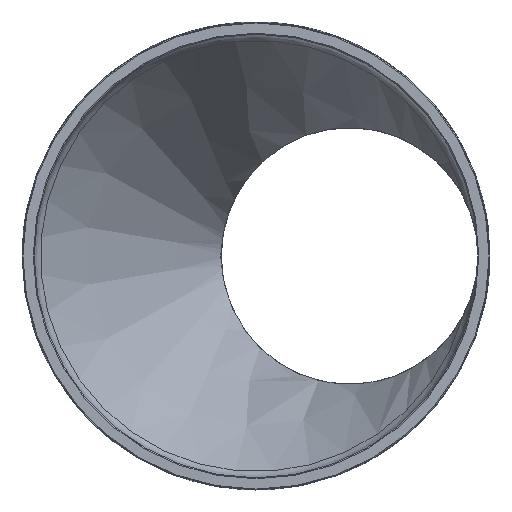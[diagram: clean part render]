
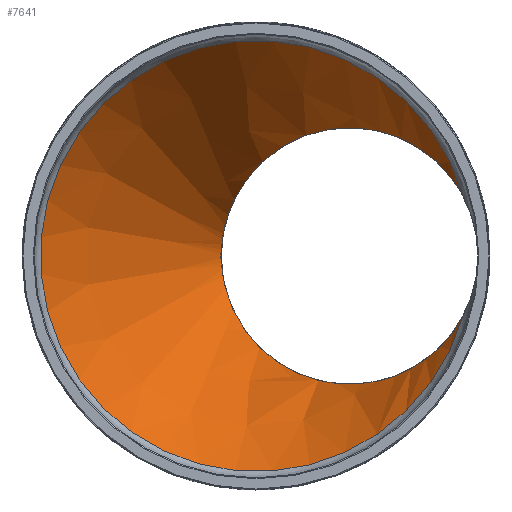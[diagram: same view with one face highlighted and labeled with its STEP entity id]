
A CAD part, left-side view. The second image highlights one B-rep face of the part: STEP entity #7641.
In plain terms, the highlighted conical face has half-angle 30 degrees and reference radius 17.431 mm.
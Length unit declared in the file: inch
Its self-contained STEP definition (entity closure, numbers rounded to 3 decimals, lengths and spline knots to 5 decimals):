
#17=CONICAL_SURFACE('',#8026,0.68625,30.);
#878=FACE_OUTER_BOUND('',#1336,.T.);
#1336=EDGE_LOOP('',(#7138,#7139,#7140,#7141));
#1502=CIRCLE('',#8027,1.15151);
#1503=CIRCLE('',#8028,0.1875);
#2972=B_SPLINE_CURVE_WITH_KNOTS('',3,(#17265,#17266,#17267,#17268,#17269,
#17270,#17271,#17272,#17273,#17274,#17275,#17276,#17277,#17278,#17279,#17280,
#17281,#17282,#17283,#17284,#17285,#17286,#17287,#17288,#17289,#17290,#17291,
#17292,#17293,#17294,#17295,#17296,#17297,#17298,#17299,#17300,#17301,#17302,
#17303,#17304,#17305,#17306,#17307,#17308,#17309,#17310),.UNSPECIFIED.,
 .F.,.F.,(4,3,3,3,3,3,3,3,3,3,3,3,3,3,3,4),(7.01458,7.20895,
7.32169,7.6938,8.30665,8.58718,8.83195,
9.88454,11.01794,11.36541,11.5957,11.81743,
12.38037,12.81635,12.97189,13.03707),
 .UNSPECIFIED.);
#2974=B_SPLINE_CURVE_WITH_KNOTS('',3,(#17318,#17319,#17320,#17321,#17322,
#17323,#17324,#17325,#17326,#17327,#17328,#17329,#17330,#17331,#17332,#17333,
#17334,#17335,#17336,#17337,#17338,#17339,#17340,#17341,#17342,#17343,#17344,
#17345,#17346,#17347,#17348,#17349,#17350,#17351,#17352,#17353,#17354,#17355,
#17356,#17357,#17358,#17359,#17360),.UNSPECIFIED.,.F.,.F.,(4,3,3,3,3,3,
3,3,3,3,3,3,3,3,4),(0.8137,0.99523,1.17523,
1.72469,2.1014,2.42815,3.53016,4.35666,
5.16223,5.37589,6.02406,6.43012,6.59423,
6.69955,6.83618),.UNSPECIFIED.);
#3729=VERTEX_POINT('',#17246);
#3730=VERTEX_POINT('',#17255);
#3731=VERTEX_POINT('',#17264);
#3732=VERTEX_POINT('',#17311);
#4868=EDGE_CURVE('',#3731,#3730,#2972,.T.);
#4870=EDGE_CURVE('',#3729,#3732,#2974,.T.);
#4874=EDGE_CURVE('',#3729,#3730,#1502,.T.);
#4875=EDGE_CURVE('',#3732,#3731,#1503,.T.);
#7138=ORIENTED_EDGE('',*,*,#4868,.T.);
#7139=ORIENTED_EDGE('',*,*,#4874,.F.);
#7140=ORIENTED_EDGE('',*,*,#4870,.T.);
#7141=ORIENTED_EDGE('',*,*,#4875,.T.);
#7641=ADVANCED_FACE('',(#878),#17,.F.);
#8026=AXIS2_PLACEMENT_3D('',#17368,#9300,#9301);
#8027=AXIS2_PLACEMENT_3D('',#17369,#9302,#9303);
#8028=AXIS2_PLACEMENT_3D('',#17370,#9304,#9305);
#9300=DIRECTION('center_axis',(-1.,0.,0.));
#9301=DIRECTION('ref_axis',(0.,-1.,0.));
#9302=DIRECTION('center_axis',(1.,0.,0.));
#9303=DIRECTION('ref_axis',(0.,1.,0.));
#9304=DIRECTION('center_axis',(1.,0.,0.));
#9305=DIRECTION('ref_axis',(0.,0.,1.));
#17246=CARTESIAN_POINT('',(0.55801,-1.10674,-0.31795));
#17255=CARTESIAN_POINT('',(0.55801,-1.10674,0.31795));
#17264=CARTESIAN_POINT('',(2.22772,0.18407,0.03571));
#17265=CARTESIAN_POINT('Ctrl Pts',(2.22772,0.18407,0.03571));
#17266=CARTESIAN_POINT('Ctrl Pts',(2.22145,0.18271,0.06173));
#17267=CARTESIAN_POINT('Ctrl Pts',(2.20826,0.1798,0.08705));
#17268=CARTESIAN_POINT('Ctrl Pts',(2.19369,0.17631,0.10873));
#17269=CARTESIAN_POINT('Ctrl Pts',(2.18524,0.17429,0.12131));
#17270=CARTESIAN_POINT('Ctrl Pts',(2.17645,0.17212,0.1327));
#17271=CARTESIAN_POINT('Ctrl Pts',(2.16702,0.1697,0.14398));
#17272=CARTESIAN_POINT('Ctrl Pts',(2.13588,0.1617,0.18119));
#17273=CARTESIAN_POINT('Ctrl Pts',(2.09949,0.15132,0.21499));
#17274=CARTESIAN_POINT('Ctrl Pts',(2.0612,0.13877,0.24737));
#17275=CARTESIAN_POINT('Ctrl Pts',(1.99814,0.11812,0.30071));
#17276=CARTESIAN_POINT('Ctrl Pts',(1.92951,0.09136,
0.34985));
#17277=CARTESIAN_POINT('Ctrl Pts',(1.8625,0.06053,
0.39373));
#17278=CARTESIAN_POINT('Ctrl Pts',(1.83183,0.04642,0.41382));
#17279=CARTESIAN_POINT('Ctrl Pts',(1.80145,0.0315,
0.43276));
#17280=CARTESIAN_POINT('Ctrl Pts',(1.77192,0.01613,0.45037));
#17281=CARTESIAN_POINT('Ctrl Pts',(1.74616,0.00273,0.46573));
#17282=CARTESIAN_POINT('Ctrl Pts',(1.7212,-0.0109,
0.48001));
#17283=CARTESIAN_POINT('Ctrl Pts',(1.69566,-0.02549,
0.49403));
#17284=CARTESIAN_POINT('Ctrl Pts',(1.5858,-0.08824,
0.5543));
#17285=CARTESIAN_POINT('Ctrl Pts',(1.47138,-0.16623,
0.60566));
#17286=CARTESIAN_POINT('Ctrl Pts',(1.35997,-0.2548,
0.63961));
#17287=CARTESIAN_POINT('Ctrl Pts',(1.24001,-0.35017,0.67617));
#17288=CARTESIAN_POINT('Ctrl Pts',(1.12348,-0.45767,
0.69243));
#17289=CARTESIAN_POINT('Ctrl Pts',(1.01685,-0.56683,
0.68173));
#17290=CARTESIAN_POINT('Ctrl Pts',(0.98416,-0.6003,
0.67845));
#17291=CARTESIAN_POINT('Ctrl Pts',(0.95239,-0.63389,
0.67267));
#17292=CARTESIAN_POINT('Ctrl Pts',(0.92169,-0.66727,
0.66426));
#17293=CARTESIAN_POINT('Ctrl Pts',(0.90134,-0.68939,
0.65869));
#17294=CARTESIAN_POINT('Ctrl Pts',(0.88146,-0.71142,
0.65197));
#17295=CARTESIAN_POINT('Ctrl Pts',(0.86209,-0.73324,
0.64407));
#17296=CARTESIAN_POINT('Ctrl Pts',(0.84345,-0.75426,
0.63646));
#17297=CARTESIAN_POINT('Ctrl Pts',(0.82466,-0.77577,
0.6275));
#17298=CARTESIAN_POINT('Ctrl Pts',(0.806,-0.79751,
0.61702));
#17299=CARTESIAN_POINT('Ctrl Pts',(0.75861,-0.85269,
0.59041));
#17300=CARTESIAN_POINT('Ctrl Pts',(0.71244,-0.90882,
0.55382));
#17301=CARTESIAN_POINT('Ctrl Pts',(0.67218,-0.95928,
0.50822));
#17302=CARTESIAN_POINT('Ctrl Pts',(0.64101,-0.99836,
0.4729));
#17303=CARTESIAN_POINT('Ctrl Pts',(0.61334,-1.03402,
0.43225));
#17304=CARTESIAN_POINT('Ctrl Pts',(0.59042,-1.064,0.38875));
#17305=CARTESIAN_POINT('Ctrl Pts',(0.58224,-1.0747,
0.37323));
#17306=CARTESIAN_POINT('Ctrl Pts',(0.57452,-1.08487,
0.35714));
#17307=CARTESIAN_POINT('Ctrl Pts',(0.56711,-1.09468,
0.33997));
#17308=CARTESIAN_POINT('Ctrl Pts',(0.564,-1.09879,
0.33278));
#17309=CARTESIAN_POINT('Ctrl Pts',(0.56096,-1.10282,
0.32544));
#17310=CARTESIAN_POINT('Ctrl Pts',(0.55801,-1.10674,
0.31795));
#17311=CARTESIAN_POINT('',(2.22772,0.18407,-0.03571));
#17318=CARTESIAN_POINT('Ctrl Pts',(0.55801,-1.10674,
-0.31795));
#17319=CARTESIAN_POINT('Ctrl Pts',(0.56623,-1.09581,-0.33881));
#17320=CARTESIAN_POINT('Ctrl Pts',(0.57511,-1.08408,
-0.35855));
#17321=CARTESIAN_POINT('Ctrl Pts',(0.58435,-1.07196,
-0.37695));
#17322=CARTESIAN_POINT('Ctrl Pts',(0.59351,-1.05994,
-0.39519));
#17323=CARTESIAN_POINT('Ctrl Pts',(0.60339,-1.04706,
-0.41284));
#17324=CARTESIAN_POINT('Ctrl Pts',(0.61406,-1.03327,-0.42994));
#17325=CARTESIAN_POINT('Ctrl Pts',(0.64663,-0.99118,
-0.48214));
#17326=CARTESIAN_POINT('Ctrl Pts',(0.68632,-0.941,
-0.52808));
#17327=CARTESIAN_POINT('Ctrl Pts',(0.72988,-0.88807,
-0.56447));
#17328=CARTESIAN_POINT('Ctrl Pts',(0.75974,-0.85178,
-0.58942));
#17329=CARTESIAN_POINT('Ctrl Pts',(0.7914,-0.81423,-0.60999));
#17330=CARTESIAN_POINT('Ctrl Pts',(0.82322,-0.77755,
-0.62625));
#17331=CARTESIAN_POINT('Ctrl Pts',(0.85082,-0.74574,
-0.64035));
#17332=CARTESIAN_POINT('Ctrl Pts',(0.87807,-0.71505,
-0.65118));
#17333=CARTESIAN_POINT('Ctrl Pts',(0.90661,-0.68374,
-0.6599));
#17334=CARTESIAN_POINT('Ctrl Pts',(1.00285,-0.57814,
-0.6893));
#17335=CARTESIAN_POINT('Ctrl Pts',(1.11022,-0.46987,
-0.69192));
#17336=CARTESIAN_POINT('Ctrl Pts',(1.22338,-0.36961,
-0.67248));
#17337=CARTESIAN_POINT('Ctrl Pts',(1.30825,-0.29441,
-0.65789));
#17338=CARTESIAN_POINT('Ctrl Pts',(1.39638,-0.22369,
-0.63097));
#17339=CARTESIAN_POINT('Ctrl Pts',(1.48477,-0.16078,
-0.59511));
#17340=CARTESIAN_POINT('Ctrl Pts',(1.57092,-0.09945,
-0.56015));
#17341=CARTESIAN_POINT('Ctrl Pts',(1.65732,-0.04558,
-0.51676));
#17342=CARTESIAN_POINT('Ctrl Pts',(1.74027,-0.00067,
-0.46893));
#17343=CARTESIAN_POINT('Ctrl Pts',(1.76227,0.01124,
-0.45624));
#17344=CARTESIAN_POINT('Ctrl Pts',(1.78481,0.02296,
-0.44279));
#17345=CARTESIAN_POINT('Ctrl Pts',(1.80775,0.03435,
-0.42859));
#17346=CARTESIAN_POINT('Ctrl Pts',(1.87734,0.0689,-0.38552));
#17347=CARTESIAN_POINT('Ctrl Pts',(1.95051,0.10002,-0.3358));
#17348=CARTESIAN_POINT('Ctrl Pts',(2.01944,0.12451,-0.28144));
#17349=CARTESIAN_POINT('Ctrl Pts',(2.06263,0.13986,-0.24738));
#17350=CARTESIAN_POINT('Ctrl Pts',(2.10427,0.15271,-0.21164));
#17351=CARTESIAN_POINT('Ctrl Pts',(2.14109,0.16281,-0.17293));
#17352=CARTESIAN_POINT('Ctrl Pts',(2.15597,0.16689,-0.15729));
#17353=CARTESIAN_POINT('Ctrl Pts',(2.17006,0.17053,-0.14113));
#17354=CARTESIAN_POINT('Ctrl Pts',(2.18282,0.17368,-0.12404));
#17355=CARTESIAN_POINT('Ctrl Pts',(2.19101,0.17569,-0.11307));
#17356=CARTESIAN_POINT('Ctrl Pts',(2.19898,0.17759,-0.10131));
#17357=CARTESIAN_POINT('Ctrl Pts',(2.20619,0.17925,-0.08854));
#17358=CARTESIAN_POINT('Ctrl Pts',(2.21555,0.18141,-0.07198));
#17359=CARTESIAN_POINT('Ctrl Pts',(2.22331,0.18311,-0.054));
#17360=CARTESIAN_POINT('Ctrl Pts',(2.22772,0.18407,-0.03571));
#17368=CARTESIAN_POINT('Origin',(1.36386,0.,
0.));
#17369=CARTESIAN_POINT('Origin',(0.55801,0.,
0.));
#17370=CARTESIAN_POINT('Origin',(2.22772,0.,
0.));
